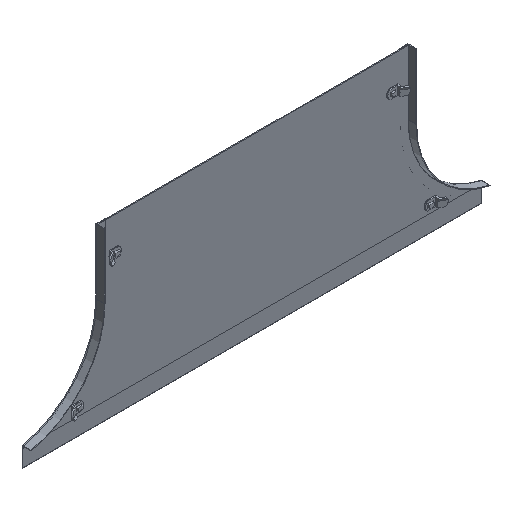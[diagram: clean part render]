
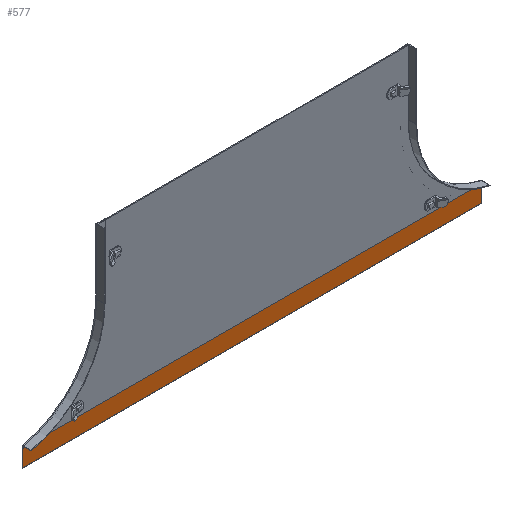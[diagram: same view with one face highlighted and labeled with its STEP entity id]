
A CAD part, isometric view. The second image highlights one B-rep face of the part: STEP entity #577.
In plain terms, the highlighted planar face has unit normal (0, -1, 0).
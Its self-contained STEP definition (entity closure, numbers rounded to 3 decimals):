
#46 = EDGE_CURVE ( 'NONE', #361, #1891, #199, .T. ) ;
#51 = LINE ( 'NONE', #973, #1832 ) ;
#89 = FACE_OUTER_BOUND ( 'NONE', #1174, .T. ) ;
#199 = LINE ( 'NONE', #3080, #3289 ) ;
#361 = VERTEX_POINT ( 'NONE', #1029 ) ;
#434 = DIRECTION ( 'NONE',  ( 0., 0., 1. ) ) ;
#577 = ADVANCED_FACE ( 'NONE', ( #89 ), #1431, .T. ) ;
#636 = VECTOR ( 'NONE', #720, 1000. ) ;
#645 = DIRECTION ( 'NONE',  ( 0., 0., -1. ) ) ;
#712 = VERTEX_POINT ( 'NONE', #3425 ) ;
#720 = DIRECTION ( 'NONE',  ( -1., 0., 0. ) ) ;
#753 = CARTESIAN_POINT ( 'NONE',  ( -370.5, 0., -281.529 ) ) ;
#765 = EDGE_CURVE ( 'NONE', #1891, #2232, #2115, .T. ) ;
#814 = LINE ( 'NONE', #2440, #2922 ) ;
#839 = EDGE_CURVE ( 'NONE', #2232, #1016, #1902, .T. ) ;
#843 = ORIENTED_EDGE ( 'NONE', *, *, #765, .F. ) ;
#956 = AXIS2_PLACEMENT_3D ( 'NONE', #2248, #2750, #645 ) ;
#973 = CARTESIAN_POINT ( 'NONE',  ( 370.5, 0., -254.914 ) ) ;
#1008 = VECTOR ( 'NONE', #3317, 1000. ) ;
#1016 = VERTEX_POINT ( 'NONE', #3008 ) ;
#1029 = CARTESIAN_POINT ( 'NONE',  ( 370.5, 0., -254.914 ) ) ;
#1174 = EDGE_LOOP ( 'NONE', ( #3281, #3208, #1982, #2729, #3161, #843 ) ) ;
#1186 = VECTOR ( 'NONE', #2420, 1000. ) ;
#1431 = PLANE ( 'NONE',  #956 ) ;
#1544 = EDGE_CURVE ( 'NONE', #2433, #712, #814, .T. ) ;
#1822 = EDGE_CURVE ( 'NONE', #361, #2433, #51, .T. ) ;
#1832 = VECTOR ( 'NONE', #434, 1000. ) ;
#1891 = VERTEX_POINT ( 'NONE', #3445 ) ;
#1902 = LINE ( 'NONE', #753, #1186 ) ;
#1982 = ORIENTED_EDGE ( 'NONE', *, *, #1544, .T. ) ;
#1992 = LINE ( 'NONE', #3310, #1008 ) ;
#2115 = LINE ( 'NONE', #3133, #636 ) ;
#2174 = DIRECTION ( 'NONE',  ( -1., 0., 0. ) ) ;
#2232 = VERTEX_POINT ( 'NONE', #2417 ) ;
#2248 = CARTESIAN_POINT ( 'NONE',  ( 400., 0., -104.529 ) ) ;
#2417 = CARTESIAN_POINT ( 'NONE',  ( -370.5, 0., -282. ) ) ;
#2420 = DIRECTION ( 'NONE',  ( 0., 0., 1. ) ) ;
#2433 = VERTEX_POINT ( 'NONE', #3055 ) ;
#2440 = CARTESIAN_POINT ( 'NONE',  ( 400., 0., -254.5 ) ) ;
#2729 = ORIENTED_EDGE ( 'NONE', *, *, #3140, .F. ) ;
#2750 = DIRECTION ( 'NONE',  ( 0., -1., 0. ) ) ;
#2922 = VECTOR ( 'NONE', #2174, 1000. ) ;
#3008 = CARTESIAN_POINT ( 'NONE',  ( -370.5, 0., -254.914 ) ) ;
#3055 = CARTESIAN_POINT ( 'NONE',  ( 370.5, 0., -254.5 ) ) ;
#3080 = CARTESIAN_POINT ( 'NONE',  ( 370.5, 0., -281.529 ) ) ;
#3133 = CARTESIAN_POINT ( 'NONE',  ( 370.5, 0., -282. ) ) ;
#3140 = EDGE_CURVE ( 'NONE', #1016, #712, #1992, .T. ) ;
#3161 = ORIENTED_EDGE ( 'NONE', *, *, #839, .F. ) ;
#3208 = ORIENTED_EDGE ( 'NONE', *, *, #1822, .T. ) ;
#3281 = ORIENTED_EDGE ( 'NONE', *, *, #46, .F. ) ;
#3289 = VECTOR ( 'NONE', #3360, 1000. ) ;
#3310 = CARTESIAN_POINT ( 'NONE',  ( -370.5, 0., -104.529 ) ) ;
#3317 = DIRECTION ( 'NONE',  ( 0., 0., 1. ) ) ;
#3360 = DIRECTION ( 'NONE',  ( 0., 0., -1. ) ) ;
#3425 = CARTESIAN_POINT ( 'NONE',  ( -370.5, 0., -254.5 ) ) ;
#3445 = CARTESIAN_POINT ( 'NONE',  ( 370.5, 0., -282. ) ) ;
